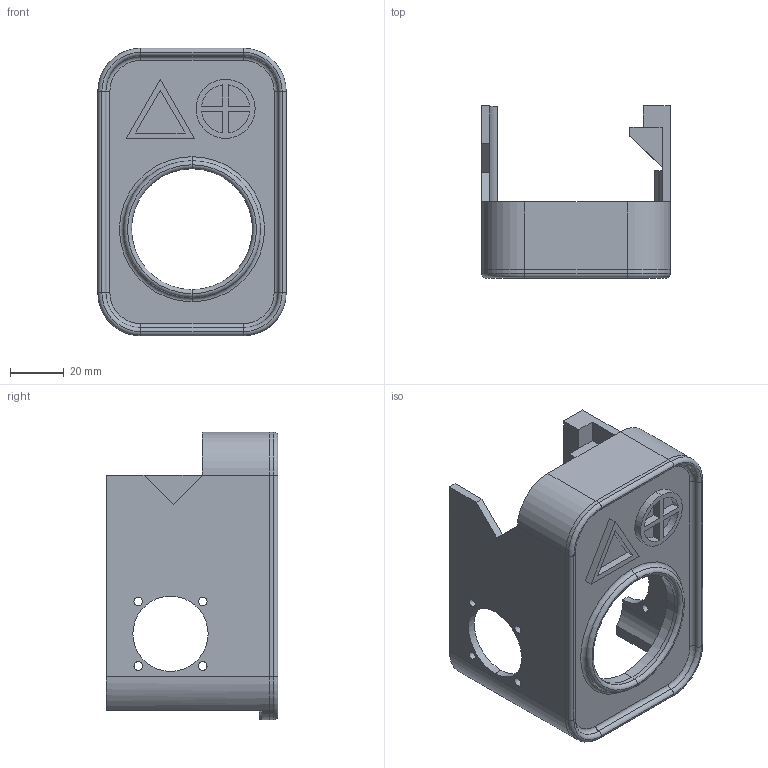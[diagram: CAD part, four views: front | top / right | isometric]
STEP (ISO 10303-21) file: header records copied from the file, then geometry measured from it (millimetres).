
FILE_DESCRIPTION (( 'STEP AP214' ), '1' );
FILE_NAME ('fanMountToolHeadCover with details.STEP', '2025-05-15T19:47:20', ( '' ), ( '' ), 'SwSTEP 2.0', 'SolidWorks 2024', '' );
FILE_SCHEMA (( 'AUTOMOTIVE_DESIGN' ));
Length unit declared in the file: millimetre
Products named in the file (1): fanMountToolHeadCover with details
Bounding box: 70.1 x 64 x 107 mm (x, y, z)
Volume: 55408 mm3; surface area: 43125.1 mm2
Topology: 5 solids, 5 shells, 161 faces, 403 edges, 255 vertices
Faces by surface type: cylinder 72, plane 71, torus 18
Entity records: 6449 total; most frequent: DIRECTION 901, CARTESIAN_POINT 820, ORIENTED_EDGE 806, EDGE_CURVE 403, AXIS2_PLACEMENT_3D 336, VERTEX_POINT 255, LINE 229, VECTOR 229
